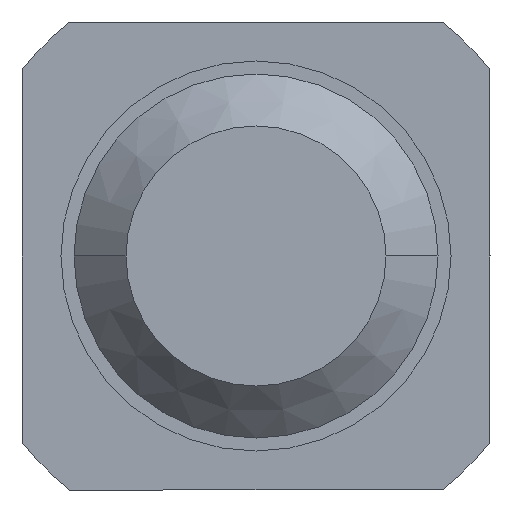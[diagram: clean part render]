
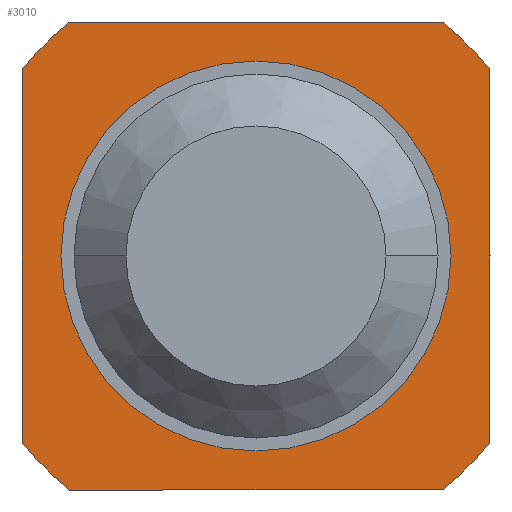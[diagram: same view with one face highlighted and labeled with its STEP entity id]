
A CAD part, front view. The second image highlights one B-rep face of the part: STEP entity #3010.
In plain terms, the highlighted planar face has unit normal (0, -1, 0).
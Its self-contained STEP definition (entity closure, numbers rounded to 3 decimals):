
#26 = FACE_OUTER_BOUND ( 'NONE', #1147, .T. ) ;
#110 = DIRECTION ( 'NONE',  ( -1., 0., 0. ) ) ;
#156 = CARTESIAN_POINT ( 'NONE',  ( 0.358, 0., 0.45 ) ) ;
#188 = CARTESIAN_POINT ( 'NONE',  ( 0., 0., 0. ) ) ;
#200 = AXIS2_PLACEMENT_3D ( 'NONE', #591, #935, #4310 ) ;
#219 = DIRECTION ( 'NONE',  ( 0., 1., 0. ) ) ;
#238 = DIRECTION ( 'NONE',  ( 0., 0., 1. ) ) ;
#266 = DIRECTION ( 'NONE',  ( 0., 0., -1. ) ) ;
#433 = AXIS2_PLACEMENT_3D ( 'NONE', #188, #2228, #3608 ) ;
#457 = VERTEX_POINT ( 'NONE', #2570 ) ;
#496 = EDGE_CURVE ( 'Defeature ausgef�hrt3_20+Defeature ausgef�hrt3_12+Defeature ausgef�hrt3_19+Defeature ausgef�hrt3_13', #1720, #575, #2646, .T. ) ;
#550 = EDGE_CURVE ( 'Defeature ausgef�hrt3_14+Defeature ausgef�hrt3_12+Defeature ausgef�hrt3_13+Defeature ausgef�hrt3_15', #990, #1803, #577, .T. ) ;
#575 = VERTEX_POINT ( 'NONE', #2596 ) ;
#577 = LINE ( 'NONE', #2583, #4372 ) ;
#591 = CARTESIAN_POINT ( 'NONE',  ( 0., 0., 0. ) ) ;
#604 = CARTESIAN_POINT ( 'NONE',  ( -0.45, 0., 0.358 ) ) ;
#802 = EDGE_CURVE ( 'Defeature ausgef�hrt3_12+Defeature ausgef�hrt3_5+Defeature ausgef�hrt3_5+Defeature ausgef�hrt3_5', #457, #3962, #3989, .T. ) ;
#848 = CARTESIAN_POINT ( 'NONE',  ( 0., 0., 0. ) ) ;
#890 = PLANE ( 'NONE',  #3622 ) ;
#935 = DIRECTION ( 'NONE',  ( 0., 1., 0. ) ) ;
#988 = CIRCLE ( 'NONE', #3820, 0.375 ) ;
#990 = VERTEX_POINT ( 'NONE', #3554 ) ;
#1013 = VERTEX_POINT ( 'NONE', #3979 ) ;
#1052 = AXIS2_PLACEMENT_3D ( 'NONE', #2719, #2492, #3451 ) ;
#1053 = VERTEX_POINT ( 'NONE', #2590 ) ;
#1147 = EDGE_LOOP ( 'NONE', ( #3185, #1464, #2992, #3168, #2425, #3438, #3237, #2101 ) ) ;
#1174 = LINE ( 'NONE', #1481, #3154 ) ;
#1455 = CIRCLE ( 'NONE', #433, 0.575 ) ;
#1464 = ORIENTED_EDGE ( 'NONE', *, *, #496, .F. ) ;
#1481 = CARTESIAN_POINT ( 'NONE',  ( -0.358, 0., -0.45 ) ) ;
#1485 = AXIS2_PLACEMENT_3D ( 'NONE', #3182, #1809, #4206 ) ;
#1665 = EDGE_CURVE ( 'Defeature ausgef�hrt3_12+Defeature ausgef�hrt3_5+Defeature ausgef�hrt3_5+Defeature ausgef�hrt3_5', #3962, #457, #988, .T. ) ;
#1720 = VERTEX_POINT ( 'NONE', #4233 ) ;
#1743 = CIRCLE ( 'NONE', #1485, 0.575 ) ;
#1791 = CIRCLE ( 'NONE', #2393, 0.575 ) ;
#1803 = VERTEX_POINT ( 'NONE', #2930 ) ;
#1809 = DIRECTION ( 'NONE',  ( 0., 1., 0. ) ) ;
#1826 = EDGE_LOOP ( 'NONE', ( #3695, #3189 ) ) ;
#1902 = DIRECTION ( 'NONE',  ( 0., 1., 0. ) ) ;
#2101 = ORIENTED_EDGE ( 'NONE', *, *, #550, .F. ) ;
#2142 = EDGE_CURVE ( 'Defeature ausgef�hrt3_17+Defeature ausgef�hrt3_12+Defeature ausgef�hrt3_16+Defeature ausgef�hrt3_18', #1013, #3493, #1791, .T. ) ;
#2154 = CARTESIAN_POINT ( 'NONE',  ( 0., 0., 0. ) ) ;
#2228 = DIRECTION ( 'NONE',  ( 0., 1., 0. ) ) ;
#2242 = DIRECTION ( 'NONE',  ( 0., 0., 1. ) ) ;
#2249 = CARTESIAN_POINT ( 'NONE',  ( 0., 0., 0. ) ) ;
#2393 = AXIS2_PLACEMENT_3D ( 'NONE', #2249, #219, #3643 ) ;
#2412 = EDGE_CURVE ( 'Defeature ausgef�hrt3_19+Defeature ausgef�hrt3_12+Defeature ausgef�hrt3_18+Defeature ausgef�hrt3_20', #4349, #1720, #1743, .T. ) ;
#2425 = ORIENTED_EDGE ( 'NONE', *, *, #2142, .F. ) ;
#2492 = DIRECTION ( 'NONE',  ( 0., 1., 0. ) ) ;
#2570 = CARTESIAN_POINT ( 'NONE',  ( 0., 0., 0.375 ) ) ;
#2583 = CARTESIAN_POINT ( 'NONE',  ( 0.45, 0., 0.358 ) ) ;
#2590 = CARTESIAN_POINT ( 'NONE',  ( 0.358, 0., -0.45 ) ) ;
#2596 = CARTESIAN_POINT ( 'NONE',  ( 0.358, 0., 0.45 ) ) ;
#2646 = LINE ( 'NONE', #156, #4118 ) ;
#2711 = EDGE_CURVE ( 'Defeature ausgef�hrt3_13+Defeature ausgef�hrt3_12+Defeature ausgef�hrt3_20+Defeature ausgef�hrt3_14', #575, #990, #2929, .T. ) ;
#2719 = CARTESIAN_POINT ( 'NONE',  ( 0., 0., 0. ) ) ;
#2847 = DIRECTION ( 'NONE',  ( 0., 0., 1. ) ) ;
#2929 = CIRCLE ( 'NONE', #200, 0.575 ) ;
#2930 = CARTESIAN_POINT ( 'NONE',  ( 0.45, 0., -0.358 ) ) ;
#2992 = ORIENTED_EDGE ( 'NONE', *, *, #2412, .F. ) ;
#3003 = EDGE_CURVE ( 'Defeature ausgef�hrt3_15+Defeature ausgef�hrt3_12+Defeature ausgef�hrt3_14+Defeature ausgef�hrt3_16', #1803, #1053, #1455, .T. ) ;
#3010 = ADVANCED_FACE ( 'Defeature ausgef�hrt3_12', ( #3899, #26 ), #890, .F. ) ;
#3037 = VECTOR ( 'NONE', #238, 1000. ) ;
#3106 = CARTESIAN_POINT ( 'NONE',  ( -0.45, 0., -0.358 ) ) ;
#3154 = VECTOR ( 'NONE', #110, 1000. ) ;
#3168 = ORIENTED_EDGE ( 'NONE', *, *, #4079, .F. ) ;
#3182 = CARTESIAN_POINT ( 'NONE',  ( 0., 0., 0. ) ) ;
#3185 = ORIENTED_EDGE ( 'NONE', *, *, #2711, .F. ) ;
#3189 = ORIENTED_EDGE ( 'NONE', *, *, #1665, .T. ) ;
#3237 = ORIENTED_EDGE ( 'NONE', *, *, #3003, .F. ) ;
#3243 = DIRECTION ( 'NONE',  ( 1., 0., 0. ) ) ;
#3405 = CARTESIAN_POINT ( 'NONE',  ( 0., 0., -0.375 ) ) ;
#3438 = ORIENTED_EDGE ( 'NONE', *, *, #3638, .F. ) ;
#3451 = DIRECTION ( 'NONE',  ( 0., 0., 1. ) ) ;
#3493 = VERTEX_POINT ( 'NONE', #3106 ) ;
#3520 = CARTESIAN_POINT ( 'NONE',  ( -0.45, 0., 0.358 ) ) ;
#3554 = CARTESIAN_POINT ( 'NONE',  ( 0.45, 0., 0.358 ) ) ;
#3608 = DIRECTION ( 'NONE',  ( 0., 0., 1. ) ) ;
#3622 = AXIS2_PLACEMENT_3D ( 'NONE', #848, #1902, #2242 ) ;
#3638 = EDGE_CURVE ( 'Defeature ausgef�hrt3_16+Defeature ausgef�hrt3_12+Defeature ausgef�hrt3_15+Defeature ausgef�hrt3_17', #1053, #1013, #1174, .T. ) ;
#3643 = DIRECTION ( 'NONE',  ( 0., 0., 1. ) ) ;
#3695 = ORIENTED_EDGE ( 'NONE', *, *, #802, .T. ) ;
#3820 = AXIS2_PLACEMENT_3D ( 'NONE', #2154, #4209, #2847 ) ;
#3894 = LINE ( 'NONE', #604, #3037 ) ;
#3899 = FACE_BOUND ( 'NONE', #1826, .T. ) ;
#3962 = VERTEX_POINT ( 'NONE', #3405 ) ;
#3979 = CARTESIAN_POINT ( 'NONE',  ( -0.358, 0., -0.45 ) ) ;
#3989 = CIRCLE ( 'NONE', #1052, 0.375 ) ;
#4079 = EDGE_CURVE ( 'Defeature ausgef�hrt3_18+Defeature ausgef�hrt3_12+Defeature ausgef�hrt3_17+Defeature ausgef�hrt3_19', #3493, #4349, #3894, .T. ) ;
#4118 = VECTOR ( 'NONE', #3243, 1000. ) ;
#4206 = DIRECTION ( 'NONE',  ( 0., 0., 1. ) ) ;
#4209 = DIRECTION ( 'NONE',  ( 0., 1., 0. ) ) ;
#4233 = CARTESIAN_POINT ( 'NONE',  ( -0.358, 0., 0.45 ) ) ;
#4310 = DIRECTION ( 'NONE',  ( 0., 0., 1. ) ) ;
#4349 = VERTEX_POINT ( 'NONE', #3520 ) ;
#4372 = VECTOR ( 'NONE', #266, 1000. ) ;
